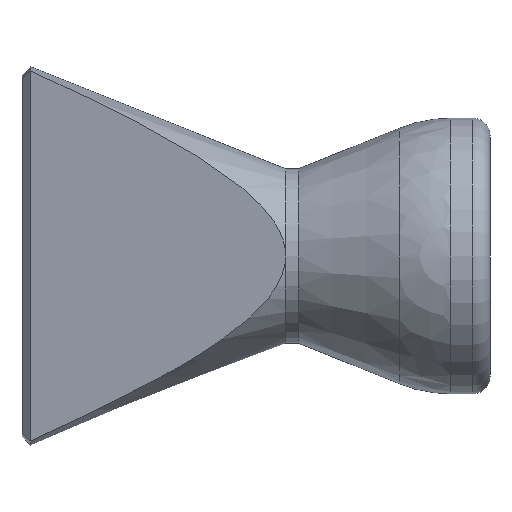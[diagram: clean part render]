
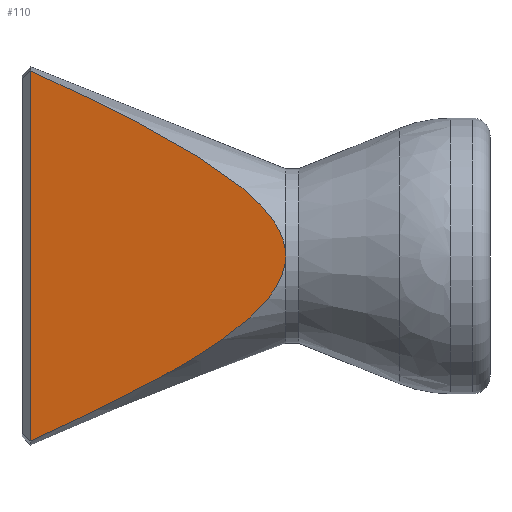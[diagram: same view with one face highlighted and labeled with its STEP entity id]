
A CAD part, front view. The second image highlights one B-rep face of the part: STEP entity #110.
In plain terms, the highlighted planar face has unit normal (-0.18, -0.984, 0).
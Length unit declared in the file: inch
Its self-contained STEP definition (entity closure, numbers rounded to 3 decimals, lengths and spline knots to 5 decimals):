
#91 = ORIENTED_EDGE ( 'NONE', *, *, #828, .T. ) ;
#92 = ORIENTED_EDGE ( 'NONE', *, *, #814, .T. ) ;
#110 = ADVANCED_FACE ( 'NONE', ( #483 ), #487, .F. ) ;
#122 = EDGE_LOOP ( 'NONE', ( #123, #91, #92 ) ) ;
#123 = ORIENTED_EDGE ( 'NONE', *, *, #124, .T. ) ;
#124 = EDGE_CURVE ( 'NONE', #972, #946, #497, .T. ) ;
#194 = CARTESIAN_POINT ( 'NONE',  ( -1.62, -0.14277, -0.65205 ) ) ;
#248 = CARTESIAN_POINT ( 'NONE',  ( -1.62, -0.14277, 0.65205 ) ) ;
#254 = CARTESIAN_POINT ( 'NONE',  ( -0.72076, -0.3075, 0. ) ) ;
#470 = DIRECTION ( 'NONE',  ( -0.984, 0.18, 0. ) ) ;
#471 = DIRECTION ( 'NONE',  ( 0.18, 0.984, 0. ) ) ;
#476 = CARTESIAN_POINT ( 'NONE',  ( -0.72076, -0.3075, 3.28865 ) ) ;
#483 = FACE_OUTER_BOUND ( 'NONE', #122, .T. ) ;
#484 = AXIS2_PLACEMENT_3D ( 'NONE', #476, #471, #470 ) ;
#485 = CARTESIAN_POINT ( 'NONE',  ( -0.9466, -0.26613, 0.29664 ) ) ;
#486 = CARTESIAN_POINT ( 'NONE',  ( -0.90783, -0.27323, 0.26896 ) ) ;
#487 = PLANE ( 'NONE',  #484 ) ;
#491 = DIRECTION ( 'NONE',  ( 0., 0., -1. ) ) ;
#495 = VECTOR ( 'NONE', #491, 39.37008 ) ;
#496 = CARTESIAN_POINT ( 'NONE',  ( -1.62, -0.14277, 3.28865 ) ) ;
#497 = LINE ( 'NONE', #496, #495 ) ;
#509 = B_SPLINE_CURVE_WITH_KNOTS ( 'NONE', 3,
 ( #523, #522, #521, #520, #519, #518, #537, #536, #535, #534, #533, #486, #485, #574, #569, #568, #575, #586, #585, #584, #583, #582 ),
 .UNSPECIFIED., .F., .F.,
 ( 4, 2, 2, 2, 2, 2, 2, 2, 2, 2, 4 ),
 ( 0.02941, 0.03033, 0.03125, 0.03308, 0.03492, 0.03676, 0.04043, 0.04411, 0.04778, 0.05146, 0.0588 ),
 .UNSPECIFIED. ) ;
#518 = CARTESIAN_POINT ( 'NONE',  ( -0.74375, -0.30329, 0.09389 ) ) ;
#519 = CARTESIAN_POINT ( 'NONE',  ( -0.73043, -0.30573, 0.06004 ) ) ;
#520 = CARTESIAN_POINT ( 'NONE',  ( -0.72685, -0.30638, 0.04832 ) ) ;
#521 = CARTESIAN_POINT ( 'NONE',  ( -0.72199, -0.30727, 0.02423 ) ) ;
#522 = CARTESIAN_POINT ( 'NONE',  ( -0.72076, -0.3075, 0.01214 ) ) ;
#523 = CARTESIAN_POINT ( 'NONE',  ( -0.72076, -0.3075, 0. ) ) ;
#533 = CARTESIAN_POINT ( 'NONE',  ( -0.85252, -0.28336, 0.22289 ) ) ;
#534 = CARTESIAN_POINT ( 'NONE',  ( -0.83449, -0.28667, 0.20666 ) ) ;
#535 = CARTESIAN_POINT ( 'NONE',  ( -0.80057, -0.29288, 0.17235 ) ) ;
#536 = CARTESIAN_POINT ( 'NONE',  ( -0.78465, -0.2958, 0.15428 ) ) ;
#537 = CARTESIAN_POINT ( 'NONE',  ( -0.75628, -0.30099, 0.11516 ) ) ;
#568 = CARTESIAN_POINT ( 'NONE',  ( -1.14927, -0.229, 0.42118 ) ) ;
#569 = CARTESIAN_POINT ( 'NONE',  ( -1.06672, -0.24412, 0.37372 ) ) ;
#574 = CARTESIAN_POINT ( 'NONE',  ( -1.02602, -0.25158, 0.34906 ) ) ;
#575 = CARTESIAN_POINT ( 'NONE',  ( -1.19115, -0.22133, 0.44397 ) ) ;
#582 = CARTESIAN_POINT ( 'NONE',  ( -1.62, -0.14277, 0.65205 ) ) ;
#583 = CARTESIAN_POINT ( 'NONE',  ( -1.53306, -0.15869, 0.61294 ) ) ;
#584 = CARTESIAN_POINT ( 'NONE',  ( -1.44661, -0.17453, 0.57278 ) ) ;
#585 = CARTESIAN_POINT ( 'NONE',  ( -1.31823, -0.19805, 0.50976 ) ) ;
#586 = CARTESIAN_POINT ( 'NONE',  ( -1.27566, -0.20585, 0.48828 ) ) ;
#814 = EDGE_CURVE ( 'NONE', #966, #972, #509, .T. ) ;
#828 = EDGE_CURVE ( 'NONE', #946, #966, #1119, .T. ) ;
#946 = VERTEX_POINT ( 'NONE', #194 ) ;
#966 = VERTEX_POINT ( 'NONE', #254 ) ;
#972 = VERTEX_POINT ( 'NONE', #248 ) ;
#1041 = CARTESIAN_POINT ( 'NONE',  ( -0.78445, -0.29583, -0.15401 ) ) ;
#1042 = CARTESIAN_POINT ( 'NONE',  ( -0.8002, -0.29295, -0.17194 ) ) ;
#1043 = CARTESIAN_POINT ( 'NONE',  ( -0.83382, -0.28679, -0.20603 ) ) ;
#1044 = CARTESIAN_POINT ( 'NONE',  ( -0.85176, -0.2835, -0.22221 ) ) ;
#1045 = CARTESIAN_POINT ( 'NONE',  ( -0.75681, -0.3009, -0.11493 ) ) ;
#1046 = CARTESIAN_POINT ( 'NONE',  ( -0.7269, -0.30638, -0.04848 ) ) ;
#1047 = CARTESIAN_POINT ( 'NONE',  ( -0.7634, -0.29969, -0.12497 ) ) ;
#1048 = CARTESIAN_POINT ( 'NONE',  ( -0.73938, -0.30409, -0.08278 ) ) ;
#1049 = CARTESIAN_POINT ( 'NONE',  ( -0.74482, -0.30309, -0.09388 ) ) ;
#1050 = CARTESIAN_POINT ( 'NONE',  ( -0.73045, -0.30573, -0.06012 ) ) ;
#1051 = CARTESIAN_POINT ( 'NONE',  ( -0.72325, -0.30704, -0.03047 ) ) ;
#1052 = CARTESIAN_POINT ( 'NONE',  ( -0.72231, -0.30722, -0.02434 ) ) ;
#1053 = CARTESIAN_POINT ( 'NONE',  ( -0.72107, -0.30744, -0.01215 ) ) ;
#1075 = CARTESIAN_POINT ( 'NONE',  ( -0.72076, -0.3075, -0.00607 ) ) ;
#1081 = CARTESIAN_POINT ( 'NONE',  ( -0.72076, -0.3075, 0. ) ) ;
#1097 = CARTESIAN_POINT ( 'NONE',  ( -0.90705, -0.27337, -0.26838 ) ) ;
#1098 = CARTESIAN_POINT ( 'NONE',  ( -0.94613, -0.26621, -0.29632 ) ) ;
#1099 = CARTESIAN_POINT ( 'NONE',  ( -1.02613, -0.25156, -0.34914 ) ) ;
#1100 = CARTESIAN_POINT ( 'NONE',  ( -1.06698, -0.24408, -0.37388 ) ) ;
#1101 = CARTESIAN_POINT ( 'NONE',  ( -1.14967, -0.22893, -0.4214 ) ) ;
#1102 = CARTESIAN_POINT ( 'NONE',  ( -1.19152, -0.22126, -0.44417 ) ) ;
#1103 = CARTESIAN_POINT ( 'NONE',  ( -1.27587, -0.20581, -0.48839 ) ) ;
#1104 = CARTESIAN_POINT ( 'NONE',  ( -1.31839, -0.19802, -0.50984 ) ) ;
#1105 = CARTESIAN_POINT ( 'NONE',  ( -1.44663, -0.17453, -0.57279 ) ) ;
#1106 = CARTESIAN_POINT ( 'NONE',  ( -1.53306, -0.15869, -0.61294 ) ) ;
#1107 = CARTESIAN_POINT ( 'NONE',  ( -1.62, -0.14277, -0.65205 ) ) ;
#1119 = B_SPLINE_CURVE_WITH_KNOTS ( 'NONE', 3,
 ( #1107, #1106, #1105, #1104, #1103, #1102, #1101, #1100, #1099, #1098, #1097, #1044, #1043, #1042, #1041, #1047, #1045, #1049, #1048, #1050, #1046, #1051, #1052, #1053, #1075, #1081 ),
 .UNSPECIFIED., .F., .F.,
 ( 4, 2, 2, 2, 2, 2, 2, 2, 2, 2, 2, 2, 4 ),
 ( 0., 0.00735, 0.01103, 0.01471, 0.01838, 0.02206, 0.0239, 0.02573, 0.02665, 0.02757, 0.02849, 0.02895, 0.02941 ),
 .UNSPECIFIED. ) ;
